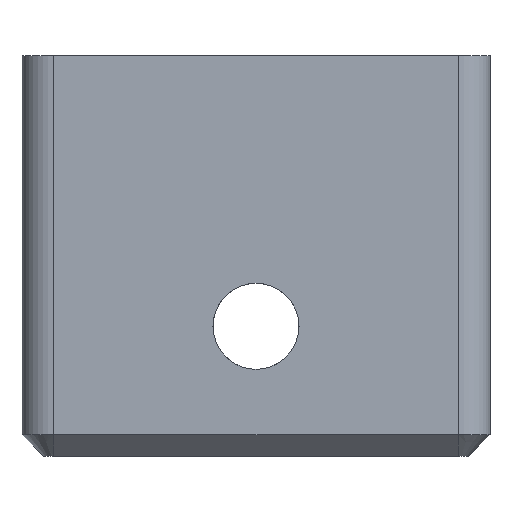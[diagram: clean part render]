
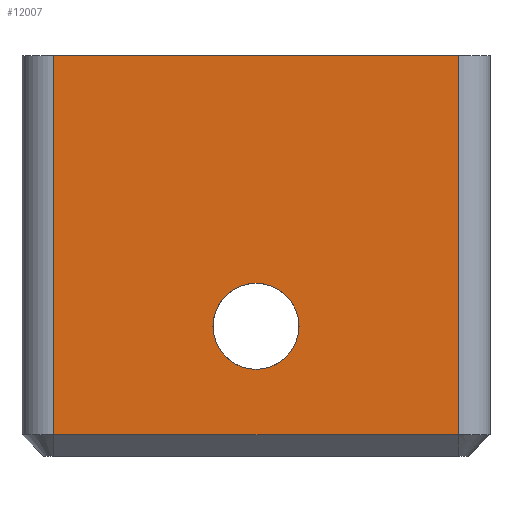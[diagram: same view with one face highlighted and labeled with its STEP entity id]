
A CAD part, front view. The second image highlights one B-rep face of the part: STEP entity #12007.
In plain terms, the highlighted planar face has unit normal (0, -1, 0).
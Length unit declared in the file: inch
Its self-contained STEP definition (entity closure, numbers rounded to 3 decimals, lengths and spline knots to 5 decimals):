
#420 = CARTESIAN_POINT ( 'NONE',  ( -0.37352, -0.43258, -0.74 ) ) ;
#1985 = CARTESIAN_POINT ( 'NONE',  ( -0.43258, -0.43258, -0.74 ) ) ;
#2918 = CARTESIAN_POINT ( 'NONE',  ( 0., -0.43258, -0.5 ) ) ;
#3265 = AXIS2_PLACEMENT_3D ( 'NONE', #14638, #23417, #10656 ) ;
#3343 = AXIS2_PLACEMENT_3D ( 'NONE', #1985, #23353, #4365 ) ;
#3710 = VECTOR ( 'NONE', #23382, 39.37008 ) ;
#3944 = DIRECTION ( 'NONE',  ( 1., 0., 0. ) ) ;
#3991 = VERTEX_POINT ( 'NONE', #16886 ) ;
#4365 = DIRECTION ( 'NONE',  ( 0., 0., -1. ) ) ;
#4957 = CARTESIAN_POINT ( 'NONE',  ( 0.37352, -0.43258, -0.70063 ) ) ;
#5700 = ORIENTED_EDGE ( 'NONE', *, *, #26337, .T. ) ;
#6194 = CARTESIAN_POINT ( 'NONE',  ( 0.37352, -0.43258, -0.74 ) ) ;
#7640 = ORIENTED_EDGE ( 'NONE', *, *, #20307, .F. ) ;
#7784 = CARTESIAN_POINT ( 'NONE',  ( -0.43258, -0.43258, 0. ) ) ;
#7992 = VERTEX_POINT ( 'NONE', #22200 ) ;
#9982 = CIRCLE ( 'NONE', #22399, 0.0795 ) ;
#10089 = ORIENTED_EDGE ( 'NONE', *, *, #18392, .F. ) ;
#10656 = DIRECTION ( 'NONE',  ( 0., 0., -1. ) ) ;
#10795 = CARTESIAN_POINT ( 'NONE',  ( -0.37352, -0.43258, -0.70063 ) ) ;
#10868 = VERTEX_POINT ( 'NONE', #10795 ) ;
#11516 = LINE ( 'NONE', #7784, #16480 ) ;
#12007 = ADVANCED_FACE ( 'NONE', ( #25299, #18757 ), #14713, .T. ) ;
#12201 = EDGE_LOOP ( 'NONE', ( #5700, #24804, #16058, #10089 ) ) ;
#12599 = EDGE_CURVE ( 'NONE', #3991, #7992, #9982, .T. ) ;
#12860 = LINE ( 'NONE', #420, #16457 ) ;
#13863 = EDGE_CURVE ( 'NONE', #10868, #19982, #15440, .T. ) ;
#13957 = DIRECTION ( 'NONE',  ( 0., 0., -1. ) ) ;
#14638 = CARTESIAN_POINT ( 'NONE',  ( 0., -0.43258, -0.5 ) ) ;
#14713 = PLANE ( 'NONE',  #3343 ) ;
#15440 = LINE ( 'NONE', #23936, #17031 ) ;
#16058 = ORIENTED_EDGE ( 'NONE', *, *, #20647, .T. ) ;
#16062 = DIRECTION ( 'NONE',  ( 1., 0., 0. ) ) ;
#16072 = CIRCLE ( 'NONE', #3265, 0.0795 ) ;
#16457 = VECTOR ( 'NONE', #21340, 39.37008 ) ;
#16480 = VECTOR ( 'NONE', #16062, 39.37008 ) ;
#16886 = CARTESIAN_POINT ( 'NONE',  ( 0., -0.43258, -0.4205 ) ) ;
#16912 = ORIENTED_EDGE ( 'NONE', *, *, #12599, .F. ) ;
#17031 = VECTOR ( 'NONE', #3944, 39.37008 ) ;
#17261 = LINE ( 'NONE', #6194, #3710 ) ;
#17863 = DIRECTION ( 'NONE',  ( 0., -1., 0. ) ) ;
#18003 = EDGE_LOOP ( 'NONE', ( #7640, #16912 ) ) ;
#18392 = EDGE_CURVE ( 'NONE', #26920, #20205, #11516, .T. ) ;
#18757 = FACE_OUTER_BOUND ( 'NONE', #12201, .T. ) ;
#19982 = VERTEX_POINT ( 'NONE', #4957 ) ;
#20205 = VERTEX_POINT ( 'NONE', #26878 ) ;
#20307 = EDGE_CURVE ( 'NONE', #7992, #3991, #16072, .T. ) ;
#20647 = EDGE_CURVE ( 'NONE', #19982, #20205, #17261, .T. ) ;
#21340 = DIRECTION ( 'NONE',  ( 0., 0., -1. ) ) ;
#22200 = CARTESIAN_POINT ( 'NONE',  ( 0., -0.43258, -0.5795 ) ) ;
#22399 = AXIS2_PLACEMENT_3D ( 'NONE', #2918, #17863, #13957 ) ;
#23353 = DIRECTION ( 'NONE',  ( 0., -1., 0. ) ) ;
#23382 = DIRECTION ( 'NONE',  ( 0., 0., 1. ) ) ;
#23417 = DIRECTION ( 'NONE',  ( 0., -1., 0. ) ) ;
#23778 = CARTESIAN_POINT ( 'NONE',  ( -0.37352, -0.43258, 0. ) ) ;
#23936 = CARTESIAN_POINT ( 'NONE',  ( -0.43258, -0.43258, -0.70063 ) ) ;
#24804 = ORIENTED_EDGE ( 'NONE', *, *, #13863, .T. ) ;
#25299 = FACE_BOUND ( 'NONE', #18003, .T. ) ;
#26337 = EDGE_CURVE ( 'NONE', #26920, #10868, #12860, .T. ) ;
#26878 = CARTESIAN_POINT ( 'NONE',  ( 0.37352, -0.43258, 0. ) ) ;
#26920 = VERTEX_POINT ( 'NONE', #23778 ) ;
